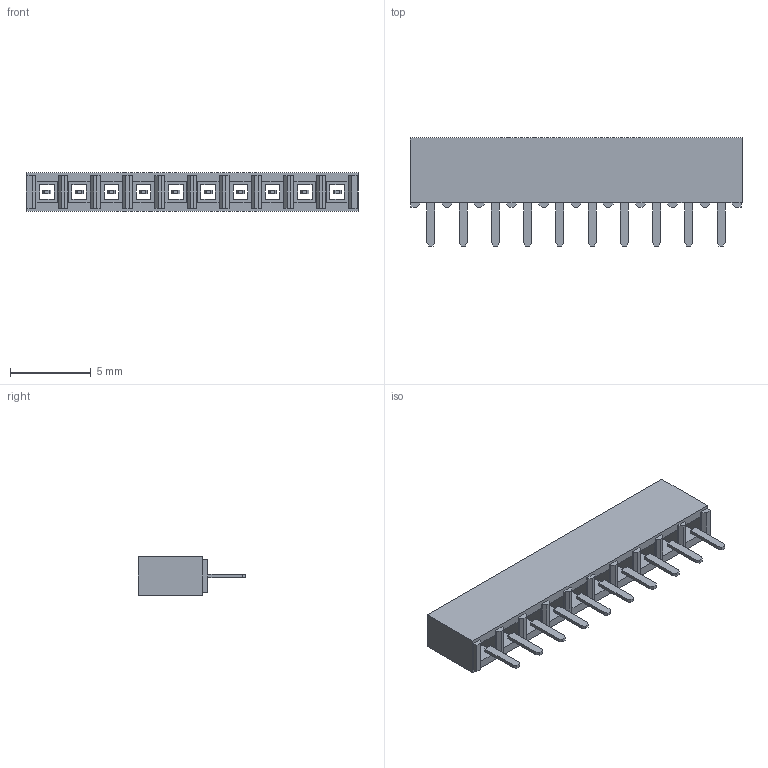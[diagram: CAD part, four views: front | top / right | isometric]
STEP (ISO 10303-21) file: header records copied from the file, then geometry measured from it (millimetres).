
FILE_DESCRIPTION (( 'STEP AP203' ), '1' );
FILE_NAME ('BF085-10-X-0240-X-X_revG.STEP', '2014-02-25T15:06:47', ( '' ), ( '' ), 'SwSTEP 2.0', 'SolidWorks 2010', '' );
FILE_SCHEMA (( 'CONFIG_CONTROL_DESIGN' ));
Length unit declared in the file: millimetre
Products named in the file (3): BF085-10-X-0240-X-X_revG; BF085-4.00mm-Contact; BF085-10way-Insulator
Assembly tree (11 placements, depth 2):
  BF085-10-X-0240-X-X_revG
    BF085-4.00mm-Contact  x10
    BF085-10way-Insulator
Bounding box: 20.6 x 6.7 x 2.4 mm (x, y, z)
Volume: 133.6 mm3; surface area: 521.6 mm2
Topology: 11 solids, 11 shells, 291 faces, 704 edges, 456 vertices
Faces by surface type: plane 291
Entity records: 6929 total; most frequent: CARTESIAN_POINT 1123, ORIENTED_EDGE 1084, DIRECTION 1008, EDGE_CURVE 542, VECTOR 542, LINE 542, VERTEX_POINT 348, EDGE_LOOP 260
